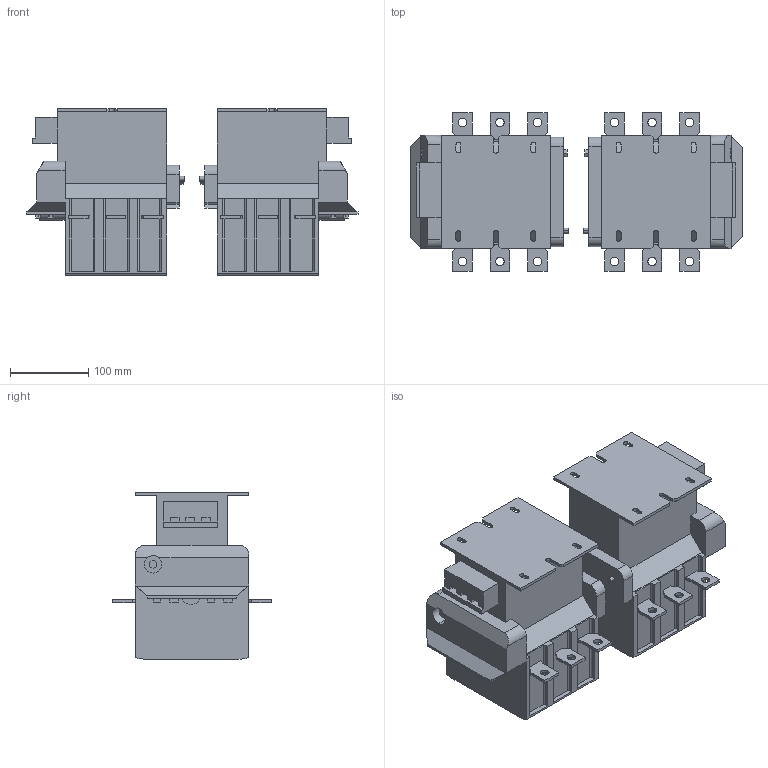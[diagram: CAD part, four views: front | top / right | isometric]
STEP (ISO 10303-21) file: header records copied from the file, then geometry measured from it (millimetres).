
FILE_DESCRIPTION (( 'STEP AP203' ), '1' );
FILE_NAME ('ﾊﾒﾝ rew-265ﾀ.STEP', '2018-09-04T06:21:04', ( '' ), ( '' ), 'SwSTEP 2.0', 'SolidWorks 2017', '' );
FILE_SCHEMA (( 'CONFIG_CONTROL_DESIGN' ));
Length unit declared in the file: millimetre
Products named in the file (1): ﾊﾒﾝ rew-265ﾀ
Bounding box: 425 x 203 x 213 mm (x, y, z)
Volume: 7548727.6 mm3; surface area: 428915.3 mm2
Topology: 2 solids, 2 shells, 602 faces, 1628 edges, 1080 vertices
Faces by surface type: plane 488, cylinder 106, torus 4, bspline 4
Entity records: 18863 total; most frequent: CARTESIAN_POINT 3371, ORIENTED_EDGE 3256, DIRECTION 3026, EDGE_CURVE 1628, VECTOR 1396, LINE 1396, VERTEX_POINT 1080, AXIS2_PLACEMENT_3D 815
